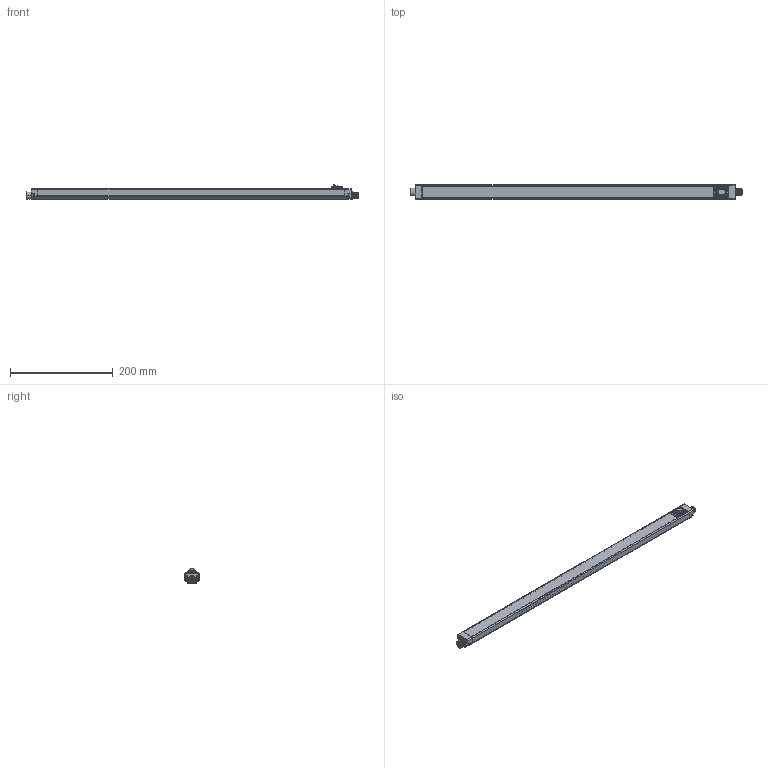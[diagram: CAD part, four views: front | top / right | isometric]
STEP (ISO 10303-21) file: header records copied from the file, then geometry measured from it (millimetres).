
FILE_DESCRIPTION((''),'2;1');
FILE_NAME('157169_ASM','2018-12-20T12:53:49',('pdmadmin'),('BANNER ENGINEERING'),'CREO PARAMETRIC BY PTC INC, 2018300','CREO PARAMETRIC BY PTC INC, 2018300','');
FILE_SCHEMA(('CONFIG_CONTROL_DESIGN'));
Length unit declared in the file: inch
Products named in the file (34): 156983_AF0; 157060_ASM; 139151_598MM; 174959; 153776; 153079; 08427; 154142; 154143; 153820_OLD_ASM; 154110_ASM; 114466; 153080_AF0; 145997_HSG; 306-00249_AF0; 306-00249_AF1; 306-00249_AF2; 306-00249_AF3; 307-00176; 145997_AF0_ASM; 154144; 154145; 134569_AF0; 154111_ASM; R1966_TERM_S_0_50MM_THK_; MANIFOLD_SOLID_BREP_29213; R1966_HOUSING_SOLDER_UL94V0_LED_ASM; 3_TERM_BOARD; R1966_TERM_S; 1966_HSNG_BRD_2_TERM_ASM; ACUATOR_G; M300105_ASM; 157030_ASM; 157169_ASM
Assembly tree (37 placements, depth 6):
  157169_ASM
    157060_ASM
      156983_AF0
    139151_598MM  x2
    174959
    153776
    154110_ASM
      153079
      153820_OLD_ASM
        08427
        154142
        154143
    114466  x4
    154111_ASM
      153080_AF0
      145997_AF0_ASM
        145997_HSG
        306-00249_AF0
        306-00249_AF1
        306-00249_AF2
        306-00249_AF3
        307-00176
      154144
      154145
      134569_AF0
    157030_ASM
      M300105_ASM
        1966_HSNG_BRD_2_TERM_ASM
          R1966_TERM_S_0_50MM_THK_
          R1966_HOUSING_SOLDER_UL94V0_LED_ASM
            MANIFOLD_SOLID_BREP_29213
          3_TERM_BOARD
          R1966_TERM_S
        ACUATOR_G
Bounding box: 647 x 28 x 28.63 mm (x, y, z)
Volume: 144185.6 mm3; surface area: 173330.2 mm2
Topology: 28 solids, 32 shells, 2253 faces, 6003 edges, 3868 vertices
Faces by surface type: plane 1029, cylinder 729, bspline 192, cone 155, torus 99, extrusion 40, sphere 9
Entity records: 70356 total; most frequent: CARTESIAN_POINT 27286, ORIENTED_EDGE 9100, DIRECTION 8533, EDGE_CURVE 4558, AXIS2_PLACEMENT_3D 2969, VERTEX_POINT 2921, VECTOR 2595, LINE 2555
